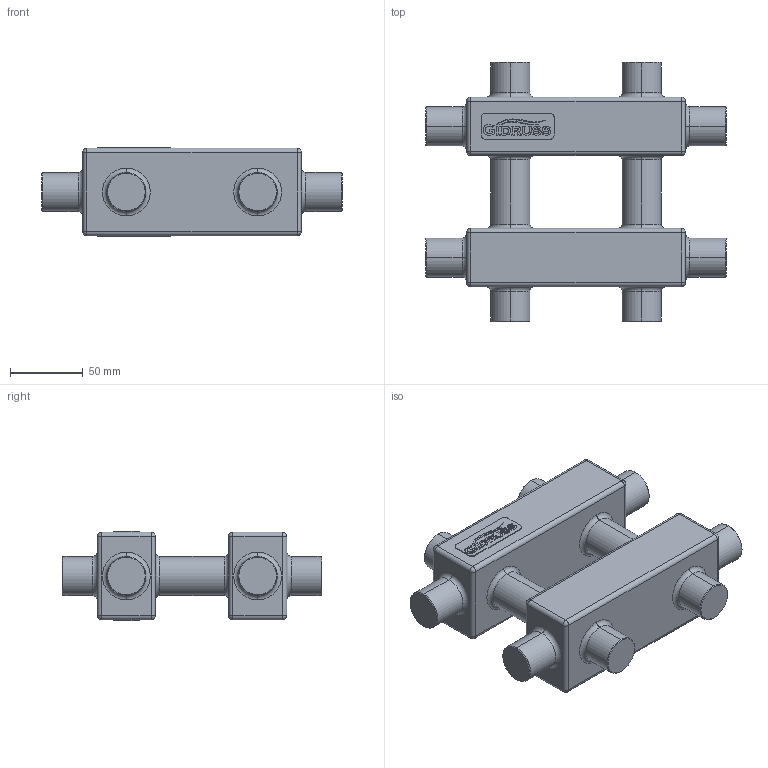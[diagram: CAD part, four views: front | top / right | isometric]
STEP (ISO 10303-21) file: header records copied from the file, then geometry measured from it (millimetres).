
FILE_DESCRIPTION (( 'STEP AP214' ), '1' );
FILE_NAME ('MK-40-3DU.17.STEP', '2017-02-07T08:42:31', ( '' ), ( '' ), 'SwSTEP 2.0', 'SolidWorks 2015', '' );
FILE_SCHEMA (( 'AUTOMOTIVE_DESIGN' ));
Length unit declared in the file: millimetre
Products named in the file (1): MK-40-3DU.17
Bounding box: 206 x 178 x 61 mm (x, y, z)
Volume: 892745.4 mm3; surface area: 89505.5 mm2
Topology: 1 solids, 1 shells, 648 faces, 1764 edges, 1136 vertices
Faces by surface type: bspline 344, plane 196, cylinder 52, torus 24, cone 16, sphere 16
Entity records: 22482 total; most frequent: CARTESIAN_POINT 8017, ORIENTED_EDGE 3496, DIRECTION 1834, EDGE_CURVE 1748, VERTEX_POINT 1136, VECTOR 888, LINE 888, B_SPLINE_CURVE_WITH_KNOTS 692
